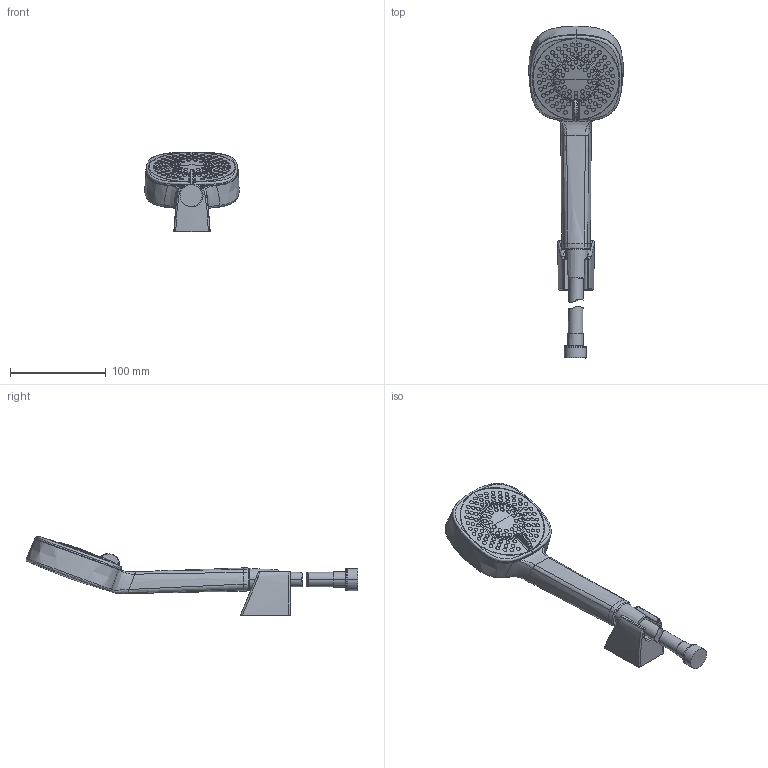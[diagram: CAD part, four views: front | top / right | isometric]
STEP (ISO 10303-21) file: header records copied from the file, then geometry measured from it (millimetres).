
FILE_DESCRIPTION (( 'STEP AP203' ), '1' );
FILE_NAME ('536+44600133.STEP', '2018-09-11T07:24:22', ( '' ), ( '' ), 'SwSTEP 2.0', 'SolidWorks 2016', '' );
FILE_SCHEMA (( 'CONFIG_CONTROL_DESIGN' ));
Length unit declared in the file: millimetre
Products named in the file (1): 536+44600133
Bounding box: 98.87 x 347.06 x 83.45 mm (x, y, z)
Volume: 430784 mm3; surface area: 86459 mm2
Topology: 7 solids, 15 shells, 289 faces, 591 edges, 433 vertices
Faces by surface type: plane 120, bspline 118, cylinder 20, sphere 14, torus 10, cone 7
Entity records: 27484 total; most frequent: CARTESIAN_POINT 21868, ORIENTED_EDGE 1182, DIRECTION 971, EDGE_CURVE 591, AXIS2_PLACEMENT_3D 475, VERTEX_POINT 433, EDGE_LOOP 390, CIRCLE 311
